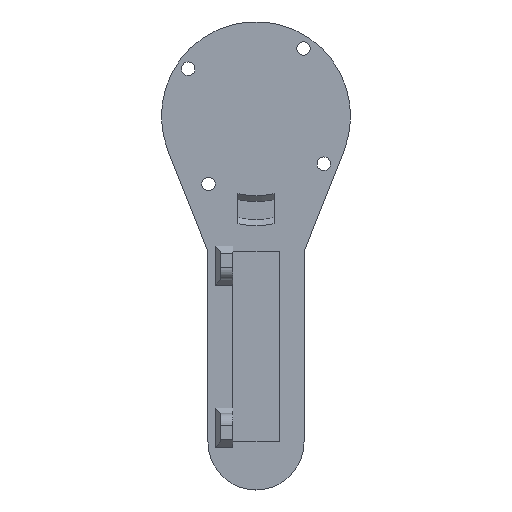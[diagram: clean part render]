
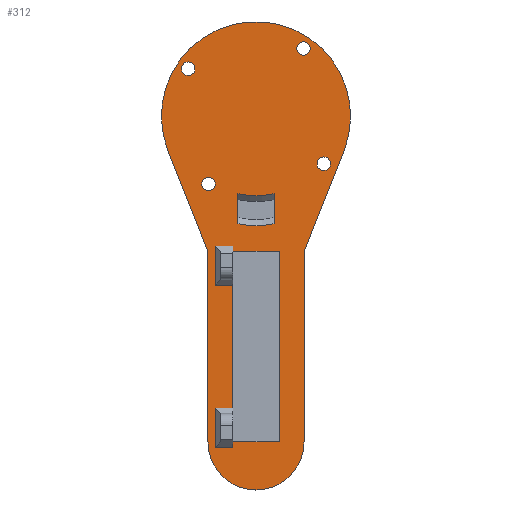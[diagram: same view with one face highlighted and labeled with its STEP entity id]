
A CAD part, top view. The second image highlights one B-rep face of the part: STEP entity #312.
In plain terms, the highlighted planar face has unit normal (0, 0, 1).
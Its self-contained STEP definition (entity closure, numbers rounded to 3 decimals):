
#65 = VERTEX_POINT('',#66);
#66 = CARTESIAN_POINT('',(-7.75,-56.25,6.));
#72 = EDGE_CURVE('',#65,#73,#75,.T.);
#73 = VERTEX_POINT('',#74);
#74 = CARTESIAN_POINT('',(-7.75,-97.25,6.));
#75 = LINE('',#76,#77);
#76 = CARTESIAN_POINT('',(-7.75,-45.,6.));
#77 = VECTOR('',#78,1.);
#78 = DIRECTION('',(0.,-1.,0.));
#130 = VERTEX_POINT('',#131);
#131 = CARTESIAN_POINT('',(-7.75,-110.25,6.));
#137 = EDGE_CURVE('',#138,#130,#140,.T.);
#138 = VERTEX_POINT('',#139);
#139 = CARTESIAN_POINT('',(-7.75,-108.5,6.));
#140 = LINE('',#141,#142);
#141 = CARTESIAN_POINT('',(-7.75,-57.943,6.));
#142 = VECTOR('',#143,1.);
#143 = DIRECTION('',(-0.,-1.,-0.));
#162 = VERTEX_POINT('',#163);
#163 = CARTESIAN_POINT('',(-7.75,-45.,6.));
#169 = EDGE_CURVE('',#162,#170,#172,.T.);
#170 = VERTEX_POINT('',#171);
#171 = CARTESIAN_POINT('',(-7.75,-43.25,6.));
#172 = LINE('',#173,#174);
#173 = CARTESIAN_POINT('',(-7.75,-57.943,6.));
#174 = VECTOR('',#175,1.);
#175 = DIRECTION('',(0.,1.,0.));
#269 = EDGE_CURVE('',#170,#270,#272,.T.);
#270 = VERTEX_POINT('',#271);
#271 = CARTESIAN_POINT('',(-13.5,-43.25,6.));
#272 = LINE('',#273,#274);
#273 = CARTESIAN_POINT('',(-7.75,-43.25,6.));
#274 = VECTOR('',#275,1.);
#275 = DIRECTION('',(-1.,-0.,-0.));
#312 = ADVANCED_FACE('',(#313,#377,#429,#440,#476,#487,#498),#509,.T.);
#313 = FACE_BOUND('',#314,.T.);
#314 = EDGE_LOOP('',(#315,#316,#324,#330,#331,#332,#340,#348,#354,#355,
    #363,#371));
#315 = ORIENTED_EDGE('',*,*,#72,.F.);
#316 = ORIENTED_EDGE('',*,*,#317,.T.);
#317 = EDGE_CURVE('',#65,#318,#320,.T.);
#318 = VERTEX_POINT('',#319);
#319 = CARTESIAN_POINT('',(-13.5,-56.25,6.));
#320 = LINE('',#321,#322);
#321 = CARTESIAN_POINT('',(-7.75,-56.25,6.));
#322 = VECTOR('',#323,1.);
#323 = DIRECTION('',(-1.,-0.,-0.));
#324 = ORIENTED_EDGE('',*,*,#325,.F.);
#325 = EDGE_CURVE('',#270,#318,#326,.T.);
#326 = LINE('',#327,#328);
#327 = CARTESIAN_POINT('',(-13.5,-45.,6.));
#328 = VECTOR('',#329,1.);
#329 = DIRECTION('',(0.,-1.,0.));
#330 = ORIENTED_EDGE('',*,*,#269,.F.);
#331 = ORIENTED_EDGE('',*,*,#169,.F.);
#332 = ORIENTED_EDGE('',*,*,#333,.F.);
#333 = EDGE_CURVE('',#334,#162,#336,.T.);
#334 = VERTEX_POINT('',#335);
#335 = CARTESIAN_POINT('',(7.75,-45.,6.));
#336 = LINE('',#337,#338);
#337 = CARTESIAN_POINT('',(7.75,-45.,6.));
#338 = VECTOR('',#339,1.);
#339 = DIRECTION('',(-1.,0.,0.));
#340 = ORIENTED_EDGE('',*,*,#341,.F.);
#341 = EDGE_CURVE('',#342,#334,#344,.T.);
#342 = VERTEX_POINT('',#343);
#343 = CARTESIAN_POINT('',(7.75,-108.5,6.));
#344 = LINE('',#345,#346);
#345 = CARTESIAN_POINT('',(7.75,-108.5,6.));
#346 = VECTOR('',#347,1.);
#347 = DIRECTION('',(0.,1.,0.));
#348 = ORIENTED_EDGE('',*,*,#349,.F.);
#349 = EDGE_CURVE('',#138,#342,#350,.T.);
#350 = LINE('',#351,#352);
#351 = CARTESIAN_POINT('',(-7.75,-108.5,6.));
#352 = VECTOR('',#353,1.);
#353 = DIRECTION('',(1.,0.,0.));
#354 = ORIENTED_EDGE('',*,*,#137,.T.);
#355 = ORIENTED_EDGE('',*,*,#356,.T.);
#356 = EDGE_CURVE('',#130,#357,#359,.T.);
#357 = VERTEX_POINT('',#358);
#358 = CARTESIAN_POINT('',(-13.5,-110.25,6.));
#359 = LINE('',#360,#361);
#360 = CARTESIAN_POINT('',(-7.75,-110.25,6.));
#361 = VECTOR('',#362,1.);
#362 = DIRECTION('',(-1.,-0.,-0.));
#363 = ORIENTED_EDGE('',*,*,#364,.T.);
#364 = EDGE_CURVE('',#357,#365,#367,.T.);
#365 = VERTEX_POINT('',#366);
#366 = CARTESIAN_POINT('',(-13.5,-97.25,6.));
#367 = LINE('',#368,#369);
#368 = CARTESIAN_POINT('',(-13.5,-108.5,6.));
#369 = VECTOR('',#370,1.);
#370 = DIRECTION('',(0.,1.,0.));
#371 = ORIENTED_EDGE('',*,*,#372,.F.);
#372 = EDGE_CURVE('',#73,#365,#373,.T.);
#373 = LINE('',#374,#375);
#374 = CARTESIAN_POINT('',(-7.75,-97.25,6.));
#375 = VECTOR('',#376,1.);
#376 = DIRECTION('',(-1.,-0.,-0.));
#377 = FACE_BOUND('',#378,.T.);
#378 = EDGE_LOOP('',(#379,#390,#398,#406,#415,#423));
#379 = ORIENTED_EDGE('',*,*,#380,.T.);
#380 = EDGE_CURVE('',#381,#383,#385,.T.);
#381 = VERTEX_POINT('',#382);
#382 = CARTESIAN_POINT('',(29.269,-11.643,6.));
#383 = VERTEX_POINT('',#384);
#384 = CARTESIAN_POINT('',(-29.269,-11.643,6.));
#385 = CIRCLE('',#386,31.5);
#386 = AXIS2_PLACEMENT_3D('',#387,#388,#389);
#387 = CARTESIAN_POINT('',(0.,0.,6.));
#388 = DIRECTION('',(0.,0.,1.));
#389 = DIRECTION('',(1.,0.,0.));
#390 = ORIENTED_EDGE('',*,*,#391,.T.);
#391 = EDGE_CURVE('',#383,#392,#394,.T.);
#392 = VERTEX_POINT('',#393);
#393 = CARTESIAN_POINT('',(-16.,-45.,6.));
#394 = LINE('',#395,#396);
#395 = CARTESIAN_POINT('',(-29.269,-11.643,6.));
#396 = VECTOR('',#397,1.);
#397 = DIRECTION('',(0.37,-0.929,0.));
#398 = ORIENTED_EDGE('',*,*,#399,.T.);
#399 = EDGE_CURVE('',#392,#400,#402,.T.);
#400 = VERTEX_POINT('',#401);
#401 = CARTESIAN_POINT('',(-16.,-108.5,6.));
#402 = LINE('',#403,#404);
#403 = CARTESIAN_POINT('',(-16.,-45.,6.));
#404 = VECTOR('',#405,1.);
#405 = DIRECTION('',(0.,-1.,0.));
#406 = ORIENTED_EDGE('',*,*,#407,.T.);
#407 = EDGE_CURVE('',#400,#408,#410,.T.);
#408 = VERTEX_POINT('',#409);
#409 = CARTESIAN_POINT('',(16.,-108.5,6.));
#410 = CIRCLE('',#411,16.);
#411 = AXIS2_PLACEMENT_3D('',#412,#413,#414);
#412 = CARTESIAN_POINT('',(0.,-108.5,6.));
#413 = DIRECTION('',(0.,0.,1.));
#414 = DIRECTION('',(1.,0.,0.));
#415 = ORIENTED_EDGE('',*,*,#416,.T.);
#416 = EDGE_CURVE('',#408,#417,#419,.T.);
#417 = VERTEX_POINT('',#418);
#418 = CARTESIAN_POINT('',(16.,-45.,6.));
#419 = LINE('',#420,#421);
#420 = CARTESIAN_POINT('',(16.,-108.5,6.));
#421 = VECTOR('',#422,1.);
#422 = DIRECTION('',(0.,1.,0.));
#423 = ORIENTED_EDGE('',*,*,#424,.F.);
#424 = EDGE_CURVE('',#381,#417,#425,.T.);
#425 = LINE('',#426,#427);
#426 = CARTESIAN_POINT('',(29.269,-11.643,6.));
#427 = VECTOR('',#428,1.);
#428 = DIRECTION('',(-0.37,-0.929,0.));
#429 = FACE_BOUND('',#430,.T.);
#430 = EDGE_LOOP('',(#431));
#431 = ORIENTED_EDGE('',*,*,#432,.F.);
#432 = EDGE_CURVE('',#433,#433,#435,.T.);
#433 = VERTEX_POINT('',#434);
#434 = CARTESIAN_POINT('',(-13.568,-22.59,6.));
#435 = CIRCLE('',#436,2.25);
#436 = AXIS2_PLACEMENT_3D('',#437,#438,#439);
#437 = CARTESIAN_POINT('',(-15.818,-22.59,6.));
#438 = DIRECTION('',(0.,0.,1.));
#439 = DIRECTION('',(1.,0.,0.));
#440 = FACE_BOUND('',#441,.T.);
#441 = EDGE_LOOP('',(#442,#452,#461,#469));
#442 = ORIENTED_EDGE('',*,*,#443,.F.);
#443 = EDGE_CURVE('',#444,#446,#448,.T.);
#444 = VERTEX_POINT('',#445);
#445 = CARTESIAN_POINT('',(-6.,-25.812,6.));
#446 = VERTEX_POINT('',#447);
#447 = CARTESIAN_POINT('',(-6.,-35.812,6.));
#448 = LINE('',#449,#450);
#449 = CARTESIAN_POINT('',(-6.,-25.812,6.));
#450 = VECTOR('',#451,1.);
#451 = DIRECTION('',(0.,-1.,0.));
#452 = ORIENTED_EDGE('',*,*,#453,.T.);
#453 = EDGE_CURVE('',#444,#454,#456,.T.);
#454 = VERTEX_POINT('',#455);
#455 = CARTESIAN_POINT('',(6.,-25.812,6.));
#456 = CIRCLE('',#457,26.5);
#457 = AXIS2_PLACEMENT_3D('',#458,#459,#460);
#458 = CARTESIAN_POINT('',(0.,0.,6.));
#459 = DIRECTION('',(0.,0.,1.));
#460 = DIRECTION('',(1.,0.,0.));
#461 = ORIENTED_EDGE('',*,*,#462,.T.);
#462 = EDGE_CURVE('',#454,#463,#465,.T.);
#463 = VERTEX_POINT('',#464);
#464 = CARTESIAN_POINT('',(6.,-35.812,6.));
#465 = LINE('',#466,#467);
#466 = CARTESIAN_POINT('',(6.,-25.812,6.));
#467 = VECTOR('',#468,1.);
#468 = DIRECTION('',(0.,-1.,0.));
#469 = ORIENTED_EDGE('',*,*,#470,.F.);
#470 = EDGE_CURVE('',#446,#463,#471,.T.);
#471 = CIRCLE('',#472,26.5);
#472 = AXIS2_PLACEMENT_3D('',#473,#474,#475);
#473 = CARTESIAN_POINT('',(0.,-10.,6.));
#474 = DIRECTION('',(0.,0.,1.));
#475 = DIRECTION('',(1.,0.,0.));
#476 = FACE_BOUND('',#477,.T.);
#477 = EDGE_LOOP('',(#478));
#478 = ORIENTED_EDGE('',*,*,#479,.F.);
#479 = EDGE_CURVE('',#480,#480,#482,.T.);
#480 = VERTEX_POINT('',#481);
#481 = CARTESIAN_POINT('',(-20.34,15.818,6.));
#482 = CIRCLE('',#483,2.25);
#483 = AXIS2_PLACEMENT_3D('',#484,#485,#486);
#484 = CARTESIAN_POINT('',(-22.59,15.818,6.));
#485 = DIRECTION('',(0.,0.,1.));
#486 = DIRECTION('',(1.,0.,0.));
#487 = FACE_BOUND('',#488,.T.);
#488 = EDGE_LOOP('',(#489));
#489 = ORIENTED_EDGE('',*,*,#490,.F.);
#490 = EDGE_CURVE('',#491,#491,#493,.T.);
#491 = VERTEX_POINT('',#492);
#492 = CARTESIAN_POINT('',(24.84,-15.818,6.));
#493 = CIRCLE('',#494,2.25);
#494 = AXIS2_PLACEMENT_3D('',#495,#496,#497);
#495 = CARTESIAN_POINT('',(22.59,-15.818,6.));
#496 = DIRECTION('',(0.,0.,1.));
#497 = DIRECTION('',(1.,0.,0.));
#498 = FACE_BOUND('',#499,.T.);
#499 = EDGE_LOOP('',(#500));
#500 = ORIENTED_EDGE('',*,*,#501,.F.);
#501 = EDGE_CURVE('',#502,#502,#504,.T.);
#502 = VERTEX_POINT('',#503);
#503 = CARTESIAN_POINT('',(18.068,22.59,6.));
#504 = CIRCLE('',#505,2.25);
#505 = AXIS2_PLACEMENT_3D('',#506,#507,#508);
#506 = CARTESIAN_POINT('',(15.818,22.59,6.));
#507 = DIRECTION('',(0.,0.,1.));
#508 = DIRECTION('',(1.,0.,0.));
#509 = PLANE('',#510);
#510 = AXIS2_PLACEMENT_3D('',#511,#512,#513);
#511 = CARTESIAN_POINT('',(0.,-39.136,6.));
#512 = DIRECTION('',(0.,0.,1.));
#513 = DIRECTION('',(1.,0.,0.));
